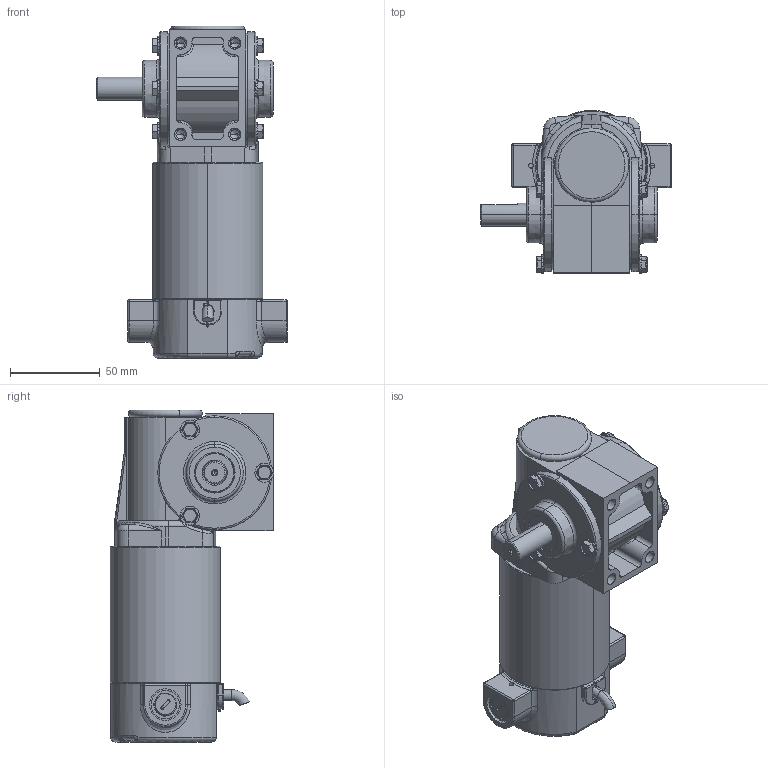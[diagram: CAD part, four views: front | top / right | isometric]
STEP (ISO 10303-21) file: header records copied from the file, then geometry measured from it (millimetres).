
FILE_DESCRIPTION (( 'STEP AP203' ), '1' );
FILE_NAME ('INFM0117.STEP', '2013-03-25T22:49:18', ( 'Admin' ), ( 'Bodine Electric Company' ), 'SwSTEP 2.0', 'SolidWorks 2012', '' );
FILE_SCHEMA (( 'CONFIG_CONTROL_DESIGN' ));
Length unit declared in the file: inch
Products named in the file (1): INFM0117
Bounding box: 106.31 x 91.06 x 184.91 mm (x, y, z)
Volume: 628644.6 mm3; surface area: 115632.7 mm2
Topology: 29 solids, 30 shells, 1410 faces, 3290 edges, 1944 vertices
Faces by surface type: plane 595, cylinder 424, cone 161, torus 132, bspline 78, sphere 20
Entity records: 46644 total; most frequent: CARTESIAN_POINT 15430, DIRECTION 6636, ORIENTED_EDGE 6488, EDGE_CURVE 3244, AXIS2_PLACEMENT_3D 2657, VERTEX_POINT 1944, EDGE_LOOP 1496, FACE_OUTER_BOUND 1410
